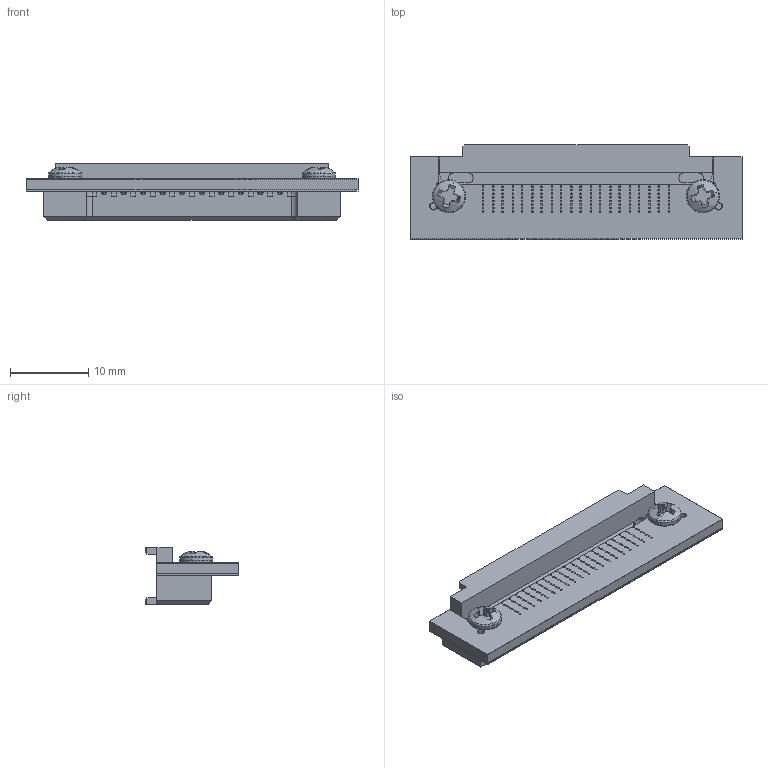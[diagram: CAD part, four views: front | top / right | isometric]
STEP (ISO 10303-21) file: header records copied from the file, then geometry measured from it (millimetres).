
FILE_DESCRIPTION (( 'STEP AP203' ), '1' );
FILE_NAME ('TMB-SEH210-10.STEP', '2020-08-21T05:27:20', ( '' ), ( '' ), 'SwSTEP 2.0', 'SolidWorks 2019', '' );
FILE_SCHEMA (( 'CONFIG_CONTROL_DESIGN' ));
Length unit declared in the file: millimetre
Products named in the file (7): C6341-1; TM11-0442-00  Rev.01; TMB-SEH2X-STENCIL_10X; TM11-0441-00  Rev.04_STANDARD; TMB-SEH210-10; TM11-0447-XXX Rev. 02_TM11-0447-110; TMB-SEH2X-FOOTPRINT_10X
Assembly tree (25 placements, depth 2):
  TMB-SEH210-10
    TM11-0447-XXX Rev. 02_TM11-0447-110
    TM11-0441-00  Rev.04_STANDARD  x10
    TM11-0442-00  Rev.01  x10
    C6341-1  x2
    TMB-SEH2X-FOOTPRINT_10X
    TMB-SEH2X-STENCIL_10X
Bounding box: 42.5 x 12.03 x 7.27 mm (x, y, z)
Volume: 1966 mm3; surface area: 6805.3 mm2
Topology: 92 solids, 92 shells, 2945 faces, 7968 edges, 5272 vertices
Faces by surface type: cylinder 2052, plane 801, cone 74, bspline 18
Entity records: 91303 total; most frequent: CARTESIAN_POINT 16198, DIRECTION 16093, ORIENTED_EDGE 14540, EDGE_CURVE 7270, AXIS2_PLACEMENT_3D 6310, VERTEX_POINT 4820, EDGE_LOOP 4388, CIRCLE 3667
